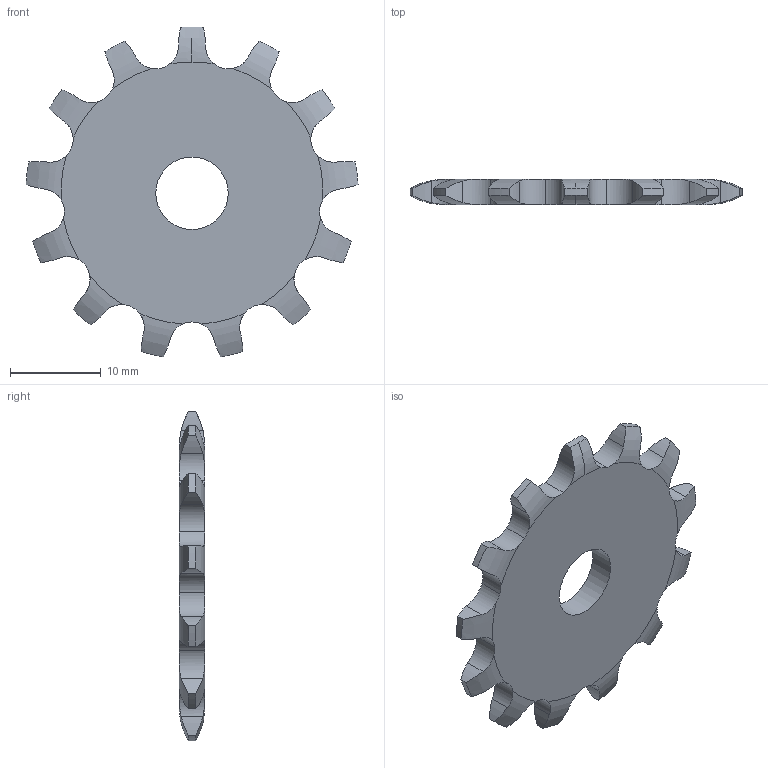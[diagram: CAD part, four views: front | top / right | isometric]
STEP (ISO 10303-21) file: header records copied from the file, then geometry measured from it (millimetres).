
FILE_DESCRIPTION(('FreeCAD Model'),'2;1');
FILE_NAME('Open CASCADE Shape Model','2022-01-16T09:22:37',('FreeCAD'),( 'FreeCAD'),'Open CASCADE STEP processor 7.4','FreeCAD','Unknown');
FILE_SCHEMA(('AUTOMOTIVE_DESIGN { 1 0 10303 214 1 1 1 1 }'));
Length unit declared in the file: millimetre
Products named in the file (1): Open CASCADE STEP translator 7.4 6
Bounding box: 36.65 x 2.8 x 36.43 mm (x, y, z)
Volume: 2044.3 mm3; surface area: 1962.4 mm2
Topology: 1 solids, 1 shells, 96 faces, 282 edges, 188 vertices
Faces by surface type: cylinder 66, revolution 28, plane 2
Full cylindrical faces by diameter (mm): 8 x1
Entity records: 10588 total; most frequent: CARTESIAN_POINT 5467, DIRECTION 826, ORIENTED_EDGE 564, PCURVE 564, DEFINITIONAL_REPRESENTATION 564, LINE 340, VECTOR 340, B_SPLINE_CURVE_WITH_KNOTS 312
